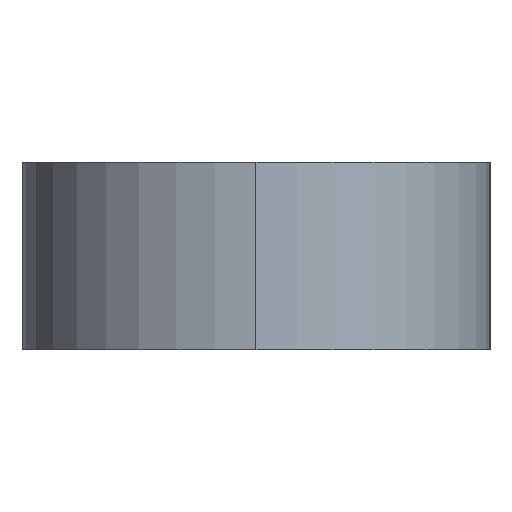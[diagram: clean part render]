
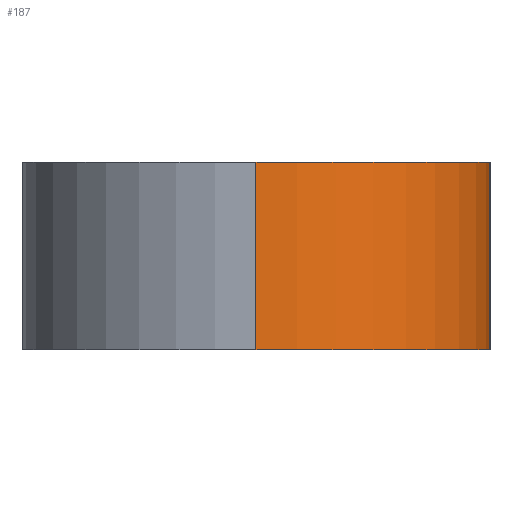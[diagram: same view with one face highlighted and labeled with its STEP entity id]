
A CAD part, left-side view. The second image highlights one B-rep face of the part: STEP entity #187.
In plain terms, the highlighted cylindrical face has radius 5 mm (diameter 10 mm), a partial arc.
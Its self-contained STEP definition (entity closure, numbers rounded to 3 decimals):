
#7 = DIRECTION ( 'NONE',  ( 0., 0., -1. ) ) ;
#13 = DIRECTION ( 'NONE',  ( -1., 0., 0. ) ) ;
#20 = LINE ( 'NONE', #314, #380 ) ;
#29 = CIRCLE ( 'NONE', #98, 5. ) ;
#48 = CYLINDRICAL_SURFACE ( 'NONE', #132, 5. ) ;
#50 = DIRECTION ( 'NONE',  ( 1., 0., 0. ) ) ;
#75 = VERTEX_POINT ( 'NONE', #144 ) ;
#90 = EDGE_CURVE ( 'NONE', #289, #99, #324, .T. ) ;
#96 = VECTOR ( 'NONE', #274, 1000. ) ;
#98 = AXIS2_PLACEMENT_3D ( 'NONE', #312, #363, #50 ) ;
#99 = VERTEX_POINT ( 'NONE', #122 ) ;
#100 = CARTESIAN_POINT ( 'NONE',  ( -5., 0., 4. ) ) ;
#122 = CARTESIAN_POINT ( 'NONE',  ( 0., -5., 0. ) ) ;
#132 = AXIS2_PLACEMENT_3D ( 'NONE', #158, #7, #13 ) ;
#135 = ORIENTED_EDGE ( 'NONE', *, *, #239, .T. ) ;
#144 = CARTESIAN_POINT ( 'NONE',  ( -5., 0., 0. ) ) ;
#158 = CARTESIAN_POINT ( 'NONE',  ( 0., 0., 4. ) ) ;
#163 = ORIENTED_EDGE ( 'NONE', *, *, #321, .F. ) ;
#187 = ADVANCED_FACE ( 'NONE', ( #282 ), #48, .T. ) ;
#192 = CARTESIAN_POINT ( 'NONE',  ( 0., -5., 4. ) ) ;
#239 = EDGE_CURVE ( 'NONE', #342, #75, #20, .T. ) ;
#250 = EDGE_LOOP ( 'NONE', ( #163, #135, #337, #333 ) ) ;
#253 = DIRECTION ( 'NONE',  ( 0., 0., 1. ) ) ;
#274 = DIRECTION ( 'NONE',  ( 0., 0., -1. ) ) ;
#282 = FACE_OUTER_BOUND ( 'NONE', #250, .T. ) ;
#289 = VERTEX_POINT ( 'NONE', #192 ) ;
#295 = CARTESIAN_POINT ( 'NONE',  ( 0., -5., 4. ) ) ;
#312 = CARTESIAN_POINT ( 'NONE',  ( 0., 0., 0. ) ) ;
#314 = CARTESIAN_POINT ( 'NONE',  ( -5., 0., 4. ) ) ;
#316 = CARTESIAN_POINT ( 'NONE',  ( 0., 0., 4. ) ) ;
#321 = EDGE_CURVE ( 'NONE', #342, #289, #352, .T. ) ;
#324 = LINE ( 'NONE', #295, #96 ) ;
#333 = ORIENTED_EDGE ( 'NONE', *, *, #90, .F. ) ;
#334 = DIRECTION ( 'NONE',  ( 1., 0., 0. ) ) ;
#335 = AXIS2_PLACEMENT_3D ( 'NONE', #316, #253, #334 ) ;
#337 = ORIENTED_EDGE ( 'NONE', *, *, #347, .T. ) ;
#339 = DIRECTION ( 'NONE',  ( 0., 0., -1. ) ) ;
#342 = VERTEX_POINT ( 'NONE', #100 ) ;
#347 = EDGE_CURVE ( 'NONE', #75, #99, #29, .T. ) ;
#352 = CIRCLE ( 'NONE', #335, 5. ) ;
#363 = DIRECTION ( 'NONE',  ( 0., 0., 1. ) ) ;
#380 = VECTOR ( 'NONE', #339, 1000. ) ;
